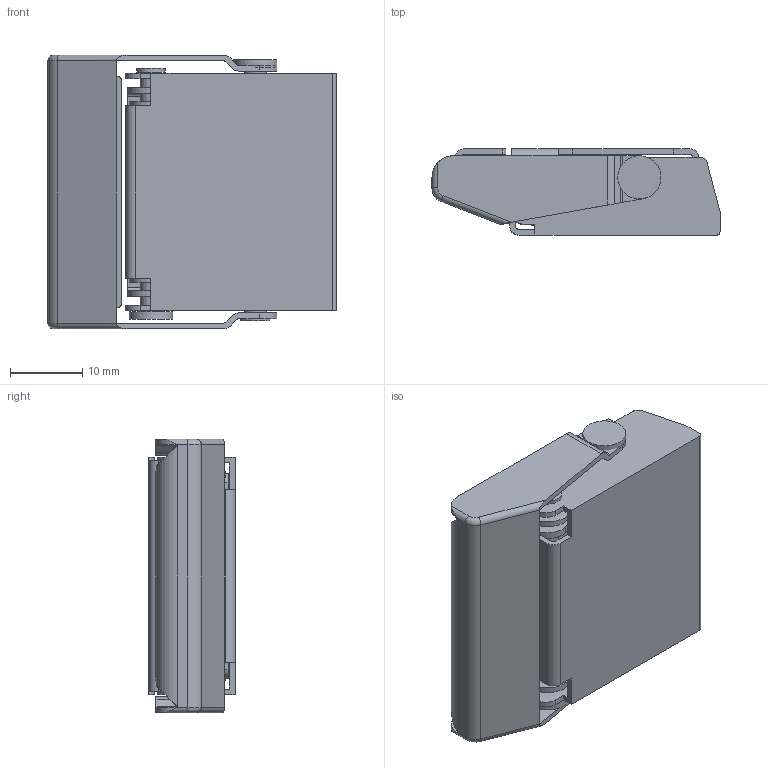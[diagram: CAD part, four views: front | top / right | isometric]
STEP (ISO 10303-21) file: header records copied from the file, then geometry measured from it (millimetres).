
FILE_DESCRIPTION (( 'STEP AP214' ), '1' );
FILE_NAME ('stf40.step', '2014-09-05T04:56:41', ( '' ), ( '' ), 'SwSTEP 2.0', 'SolidWorks 2013', '' );
FILE_SCHEMA (( 'AUTOMOTIVE_DESIGN' ));
Length unit declared in the file: millimetre
Products named in the file (10): stf40-09; stf40-08; stf40-07; stf40-06; stf40-05; stf40-04; stf40-03; stf40-02; stf40-01; stf40
Assembly tree (11 placements, depth 2):
  stf40
    stf40-01
    stf40-02
    stf40-03
    stf40-04  x2
    stf40-05
    stf40-06
    stf40-07
    stf40-08  x2
    stf40-09
Bounding box: 40 x 12 x 38 mm (x, y, z)
Volume: 4179 mm3; surface area: 10768.6 mm2
Topology: 11 solids, 11 shells, 238 faces, 620 edges, 408 vertices
Faces by surface type: plane 147, cylinder 85, bspline 4, torus 2
Full cylindrical faces by diameter (mm): 2.5 x2, 2.8 x4, 3 x8, 3.2 x5, 4 x2, 6 x2
Entity records: 7805 total; most frequent: CARTESIAN_POINT 1871, DIRECTION 1153, ORIENTED_EDGE 1110, EDGE_CURVE 555, AXIS2_PLACEMENT_3D 387, LINE 379, VECTOR 379, VERTEX_POINT 378
